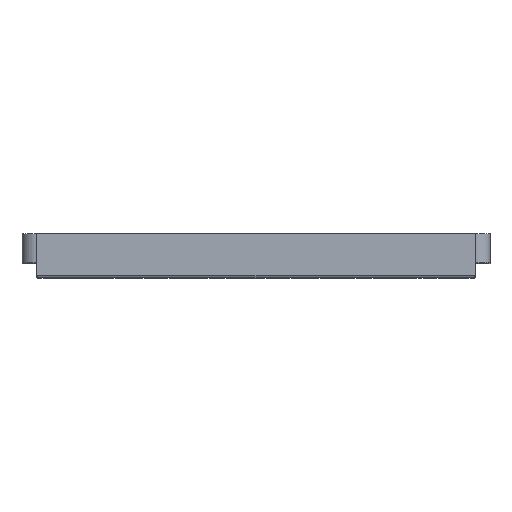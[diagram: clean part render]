
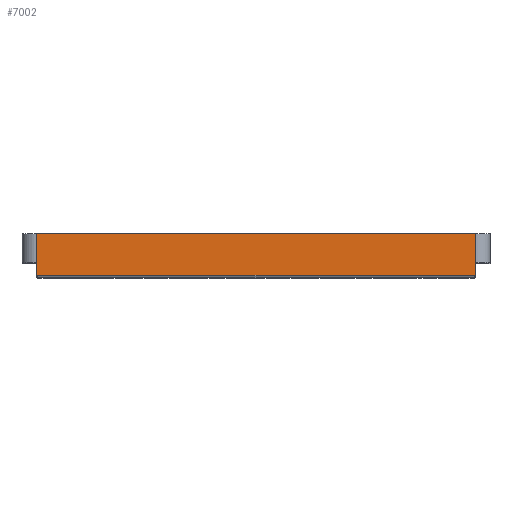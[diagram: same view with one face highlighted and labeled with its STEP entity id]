
A CAD part, top view. The second image highlights one B-rep face of the part: STEP entity #7002.
In plain terms, the highlighted planar face has unit normal (0, 0, 1).
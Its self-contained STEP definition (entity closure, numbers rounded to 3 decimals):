
#4742 = DIRECTION ( 'NONE',  ( 0., -1., 0. ) ) ;
#4743 = VECTOR ( 'NONE', #4742, 1000. ) ;
#4744 = CARTESIAN_POINT ( 'NONE',  ( -11.25, 2.25, 16. ) ) ;
#4745 = LINE ( 'NONE', #4744, #4743 ) ;
#4746 = CARTESIAN_POINT ( 'NONE',  ( -11.25, 2.25, 16. ) ) ;
#4747 = DIRECTION ( 'NONE',  ( 1., 0., 0. ) ) ;
#4748 = VECTOR ( 'NONE', #4747, 1000. ) ;
#4749 = CARTESIAN_POINT ( 'NONE',  ( 12., 2.25, 16. ) ) ;
#4750 = LINE ( 'NONE', #4749, #4748 ) ;
#4751 = CARTESIAN_POINT ( 'NONE',  ( 11.25, 2.25, 16. ) ) ;
#4752 = DIRECTION ( 'NONE',  ( 0., 1., 0. ) ) ;
#4753 = VECTOR ( 'NONE', #4752, 1000. ) ;
#4754 = CARTESIAN_POINT ( 'NONE',  ( 11.25, 2.25, 16. ) ) ;
#4755 = LINE ( 'NONE', #4754, #4753 ) ;
#4756 = CARTESIAN_POINT ( 'NONE',  ( 11.25, 0.75, 16. ) ) ;
#4757 = DIRECTION ( 'NONE',  ( 0., -1., 0. ) ) ;
#4758 = VECTOR ( 'NONE', #4757, 1000. ) ;
#4759 = CARTESIAN_POINT ( 'NONE',  ( 11.25, 0.75, 16. ) ) ;
#4760 = LINE ( 'NONE', #4759, #4758 ) ;
#4774 = CARTESIAN_POINT ( 'NONE',  ( 11.25, 0.1, 16. ) ) ;
#4775 = DIRECTION ( 'NONE',  ( 1., 0., 0. ) ) ;
#4776 = VECTOR ( 'NONE', #4775, 1000. ) ;
#4777 = CARTESIAN_POINT ( 'NONE',  ( 12., 0.1, 16. ) ) ;
#4778 = DIRECTION ( 'NONE',  ( -1., 0., 0. ) ) ;
#4779 = DIRECTION ( 'NONE',  ( 0., 0., -1. ) ) ;
#4780 = CARTESIAN_POINT ( 'NONE',  ( 12., 2.25, 16. ) ) ;
#4781 = LINE ( 'NONE', #4777, #4776 ) ;
#4782 = AXIS2_PLACEMENT_3D ( 'NONE', #4780, #4779, #4778 ) ;
#4783 = PLANE ( 'NONE',  #4782 ) ;
#4784 = FACE_OUTER_BOUND ( 'NONE', #7003, .T. ) ;
#6191 = CARTESIAN_POINT ( 'NONE',  ( -11.25, 0.1, 16. ) ) ;
#6201 = DIRECTION ( 'NONE',  ( 0., -1., 0. ) ) ;
#6202 = VECTOR ( 'NONE', #6201, 1000. ) ;
#6203 = CARTESIAN_POINT ( 'NONE',  ( -11.25, 0.75, 16. ) ) ;
#6204 = LINE ( 'NONE', #6203, #6202 ) ;
#6205 = CARTESIAN_POINT ( 'NONE',  ( -11.25, 0.75, 16. ) ) ;
#6981 = EDGE_CURVE ( 'NONE', #6982, #7007, #4760, .T. ) ;
#6982 = VERTEX_POINT ( 'NONE', #4756 ) ;
#6983 = ORIENTED_EDGE ( 'NONE', *, *, #6984, .T. ) ;
#6984 = EDGE_CURVE ( 'NONE', #6982, #6985, #4755, .T. ) ;
#6985 = VERTEX_POINT ( 'NONE', #4751 ) ;
#6986 = ORIENTED_EDGE ( 'NONE', *, *, #6987, .F. ) ;
#6987 = EDGE_CURVE ( 'NONE', #6988, #6985, #4750, .T. ) ;
#6988 = VERTEX_POINT ( 'NONE', #4746 ) ;
#6989 = ORIENTED_EDGE ( 'NONE', *, *, #6990, .T. ) ;
#6990 = EDGE_CURVE ( 'NONE', #6988, #7650, #4745, .T. ) ;
#7002 = ADVANCED_FACE ( 'NONE', ( #4784 ), #4783, .F. ) ;
#7003 = EDGE_LOOP ( 'NONE', ( #7004, #7005, #7008, #6983, #6986, #6989 ) ) ;
#7004 = ORIENTED_EDGE ( 'NONE', *, *, #7651, .T. ) ;
#7005 = ORIENTED_EDGE ( 'NONE', *, *, #7006, .T. ) ;
#7006 = EDGE_CURVE ( 'NONE', #7666, #7007, #4781, .T. ) ;
#7007 = VERTEX_POINT ( 'NONE', #4774 ) ;
#7008 = ORIENTED_EDGE ( 'NONE', *, *, #6981, .F. ) ;
#7650 = VERTEX_POINT ( 'NONE', #6205 ) ;
#7651 = EDGE_CURVE ( 'NONE', #7650, #7666, #6204, .T. ) ;
#7666 = VERTEX_POINT ( 'NONE', #6191 ) ;
